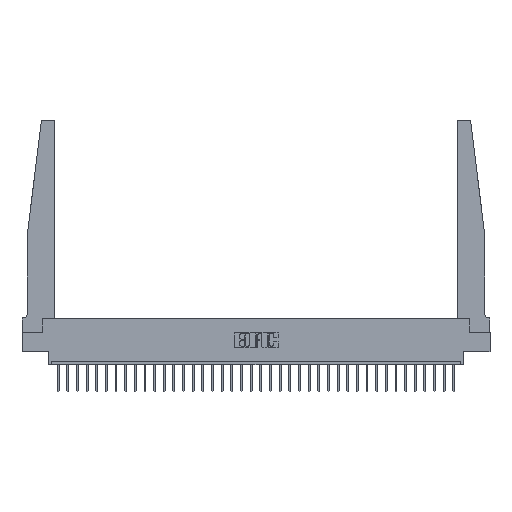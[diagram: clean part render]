
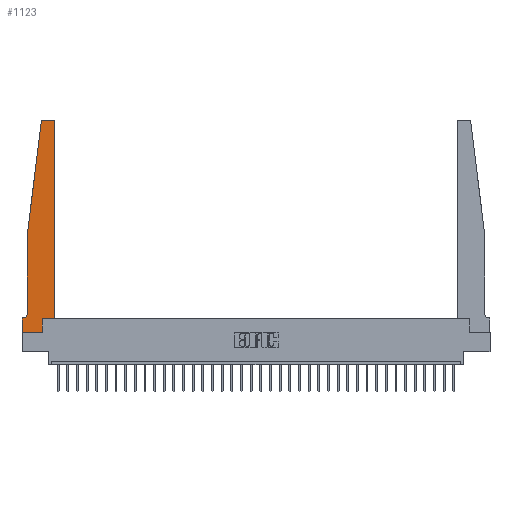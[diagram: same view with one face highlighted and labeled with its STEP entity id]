
A CAD part, top view. The second image highlights one B-rep face of the part: STEP entity #1123.
In plain terms, the highlighted planar face has unit normal (0, 0, 1).
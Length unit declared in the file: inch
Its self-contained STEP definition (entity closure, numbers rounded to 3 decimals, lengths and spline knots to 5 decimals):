
#328 = EDGE_CURVE ( 'NONE', #9633, #1383, #17539, .T. ) ;
#371 = VECTOR ( 'NONE', #9183, 39.37008 ) ;
#546 = CARTESIAN_POINT ( 'NONE',  ( 0.065, 1.25, 0.37 ) ) ;
#596 = VERTEX_POINT ( 'NONE', #18640 ) ;
#1123 = ADVANCED_FACE ( 'NONE', ( #12032 ), #7268, .T. ) ;
#1125 = LINE ( 'NONE', #17818, #4816 ) ;
#1172 = EDGE_CURVE ( 'NONE', #15915, #14131, #9001, .T. ) ;
#1383 = VERTEX_POINT ( 'NONE', #25148 ) ;
#2106 = CIRCLE ( 'NONE', #6180, 0.03 ) ;
#2264 = CIRCLE ( 'NONE', #23072, 0.05 ) ;
#2568 = VECTOR ( 'NONE', #8042, 39.37008 ) ;
#2793 = ORIENTED_EDGE ( 'NONE', *, *, #16738, .T. ) ;
#2804 = DIRECTION ( 'NONE',  ( 1., 0., 0. ) ) ;
#2920 = DIRECTION ( 'NONE',  ( -1., 0., 0. ) ) ;
#3036 = DIRECTION ( 'NONE',  ( -1., 0., 0. ) ) ;
#3387 = AXIS2_PLACEMENT_3D ( 'NONE', #16496, #16953, #26663 ) ;
#3498 = EDGE_CURVE ( 'NONE', #7060, #596, #28806, .T. ) ;
#3924 = DIRECTION ( 'NONE',  ( 1., 0., 0. ) ) ;
#3948 = ORIENTED_EDGE ( 'NONE', *, *, #1172, .T. ) ;
#3997 = CARTESIAN_POINT ( 'NONE',  ( 0.015, 0.1875, 0.37 ) ) ;
#4816 = VECTOR ( 'NONE', #7977, 39.37008 ) ;
#4980 = CARTESIAN_POINT ( 'NONE',  ( 0.065, 1.25, 0.37 ) ) ;
#5986 = CARTESIAN_POINT ( 'NONE',  ( 0.065, 0.2375, 0.37 ) ) ;
#6180 = AXIS2_PLACEMENT_3D ( 'NONE', #15784, #7875, #17868 ) ;
#6508 = EDGE_CURVE ( 'NONE', #26997, #19712, #2264, .T. ) ;
#7060 = VERTEX_POINT ( 'NONE', #17746 ) ;
#7086 = CARTESIAN_POINT ( 'NONE',  ( 0.395, 2.75, 0.37 ) ) ;
#7268 = PLANE ( 'NONE',  #3387 ) ;
#7654 = DIRECTION ( 'NONE',  ( 1., 0., 0. ) ) ;
#7875 = DIRECTION ( 'NONE',  ( 0., 0., 1. ) ) ;
#7977 = DIRECTION ( 'NONE',  ( 0., 1., 0. ) ) ;
#7989 = EDGE_CURVE ( 'NONE', #15000, #15915, #1125, .T. ) ;
#8042 = DIRECTION ( 'NONE',  ( 0., 1., 0. ) ) ;
#8427 = CARTESIAN_POINT ( 'NONE',  ( 0.25, 2.75, 0.37 ) ) ;
#9001 = CIRCLE ( 'NONE', #15598, 0.03 ) ;
#9085 = ORIENTED_EDGE ( 'NONE', *, *, #24430, .T. ) ;
#9142 = EDGE_CURVE ( 'NONE', #1383, #26997, #29601, .T. ) ;
#9183 = DIRECTION ( 'NONE',  ( 0., -1., 0. ) ) ;
#9633 = VERTEX_POINT ( 'NONE', #18860 ) ;
#9878 = CARTESIAN_POINT ( 'NONE',  ( 0., 0., 0.37 ) ) ;
#10785 = VECTOR ( 'NONE', #21998, 39.37008 ) ;
#10872 = EDGE_CURVE ( 'NONE', #29648, #7060, #13627, .T. ) ;
#12032 = FACE_OUTER_BOUND ( 'NONE', #27660, .T. ) ;
#13143 = LINE ( 'NONE', #13613, #20290 ) ;
#13563 = ORIENTED_EDGE ( 'NONE', *, *, #10872, .T. ) ;
#13613 = CARTESIAN_POINT ( 'NONE',  ( 0.425, 0.18, 0.37 ) ) ;
#13627 = LINE ( 'NONE', #27948, #371 ) ;
#14131 = VERTEX_POINT ( 'NONE', #7086 ) ;
#14171 = CARTESIAN_POINT ( 'NONE',  ( 0.2605, 0.18, 0.37 ) ) ;
#15000 = VERTEX_POINT ( 'NONE', #22212 ) ;
#15114 = DIRECTION ( 'NONE',  ( 0., -1., 0. ) ) ;
#15331 = LINE ( 'NONE', #27582, #2568 ) ;
#15354 = CARTESIAN_POINT ( 'NONE',  ( 0.27653, 2.75, 0.37 ) ) ;
#15435 = CARTESIAN_POINT ( 'NONE',  ( 0.425, 2.72, 0.37 ) ) ;
#15598 = AXIS2_PLACEMENT_3D ( 'NONE', #20125, #24586, #2804 ) ;
#15706 = ORIENTED_EDGE ( 'NONE', *, *, #7989, .T. ) ;
#15784 = CARTESIAN_POINT ( 'NONE',  ( 0.27653, 2.72, 0.37 ) ) ;
#15915 = VERTEX_POINT ( 'NONE', #15435 ) ;
#16496 = CARTESIAN_POINT ( 'NONE',  ( 0., 0.1875, 0.37 ) ) ;
#16677 = ORIENTED_EDGE ( 'NONE', *, *, #3498, .T. ) ;
#16738 = EDGE_CURVE ( 'NONE', #19093, #9633, #2106, .T. ) ;
#16836 = CARTESIAN_POINT ( 'NONE',  ( 0.015, 0.2375, 0.37 ) ) ;
#16953 = DIRECTION ( 'NONE',  ( 0., 0., 1. ) ) ;
#17313 = ORIENTED_EDGE ( 'NONE', *, *, #29645, .T. ) ;
#17475 = ORIENTED_EDGE ( 'NONE', *, *, #25171, .T. ) ;
#17539 = LINE ( 'NONE', #546, #10785 ) ;
#17746 = CARTESIAN_POINT ( 'NONE',  ( 0., 0., 0.37 ) ) ;
#17818 = CARTESIAN_POINT ( 'NONE',  ( 0.425, 0.18, 0.37 ) ) ;
#17868 = DIRECTION ( 'NONE',  ( 1., 0., 0. ) ) ;
#18083 = ORIENTED_EDGE ( 'NONE', *, *, #6508, .T. ) ;
#18640 = CARTESIAN_POINT ( 'NONE',  ( 0.2605, 0., 0.37 ) ) ;
#18860 = CARTESIAN_POINT ( 'NONE',  ( 0.24675, 2.72367, 0.37 ) ) ;
#19093 = VERTEX_POINT ( 'NONE', #15354 ) ;
#19712 = VERTEX_POINT ( 'NONE', #3997 ) ;
#20125 = CARTESIAN_POINT ( 'NONE',  ( 0.395, 2.72, 0.37 ) ) ;
#20290 = VECTOR ( 'NONE', #3924, 39.37008 ) ;
#20408 = ORIENTED_EDGE ( 'NONE', *, *, #31043, .T. ) ;
#20563 = VECTOR ( 'NONE', #15114, 39.37008 ) ;
#21998 = DIRECTION ( 'NONE',  ( -0.122, -0.992, 0. ) ) ;
#22212 = CARTESIAN_POINT ( 'NONE',  ( 0.425, 0.18, 0.37 ) ) ;
#22401 = ORIENTED_EDGE ( 'NONE', *, *, #328, .T. ) ;
#22847 = CARTESIAN_POINT ( 'NONE',  ( 0., 0.1875, 0.37 ) ) ;
#23072 = AXIS2_PLACEMENT_3D ( 'NONE', #16836, #26859, #26541 ) ;
#24337 = VERTEX_POINT ( 'NONE', #14171 ) ;
#24430 = EDGE_CURVE ( 'NONE', #14131, #19093, #24958, .T. ) ;
#24586 = DIRECTION ( 'NONE',  ( 0., 0., 1. ) ) ;
#24700 = LINE ( 'NONE', #29324, #31285 ) ;
#24958 = LINE ( 'NONE', #8427, #26757 ) ;
#25148 = CARTESIAN_POINT ( 'NONE',  ( 0.065, 1.25, 0.37 ) ) ;
#25171 = EDGE_CURVE ( 'NONE', #19712, #29648, #24700, .T. ) ;
#26541 = DIRECTION ( 'NONE',  ( -1., 0., 0. ) ) ;
#26663 = DIRECTION ( 'NONE',  ( 1., 0., 0. ) ) ;
#26757 = VECTOR ( 'NONE', #3036, 39.37008 ) ;
#26859 = DIRECTION ( 'NONE',  ( 0., 0., -1. ) ) ;
#26997 = VERTEX_POINT ( 'NONE', #5986 ) ;
#27582 = CARTESIAN_POINT ( 'NONE',  ( 0.2605, 0.18, 0.37 ) ) ;
#27660 = EDGE_LOOP ( 'NONE', ( #9085, #2793, #22401, #28984, #18083, #17475, #13563, #16677, #20408, #17313, #15706, #3948 ) ) ;
#27948 = CARTESIAN_POINT ( 'NONE',  ( 0., 0., 0.37 ) ) ;
#28806 = LINE ( 'NONE', #9878, #29049 ) ;
#28984 = ORIENTED_EDGE ( 'NONE', *, *, #9142, .T. ) ;
#29049 = VECTOR ( 'NONE', #7654, 39.37008 ) ;
#29324 = CARTESIAN_POINT ( 'NONE',  ( 0.065, 0.1875, 0.37 ) ) ;
#29601 = LINE ( 'NONE', #4980, #20563 ) ;
#29645 = EDGE_CURVE ( 'NONE', #24337, #15000, #13143, .T. ) ;
#29648 = VERTEX_POINT ( 'NONE', #22847 ) ;
#31043 = EDGE_CURVE ( 'NONE', #596, #24337, #15331, .T. ) ;
#31285 = VECTOR ( 'NONE', #2920, 39.37008 ) ;
